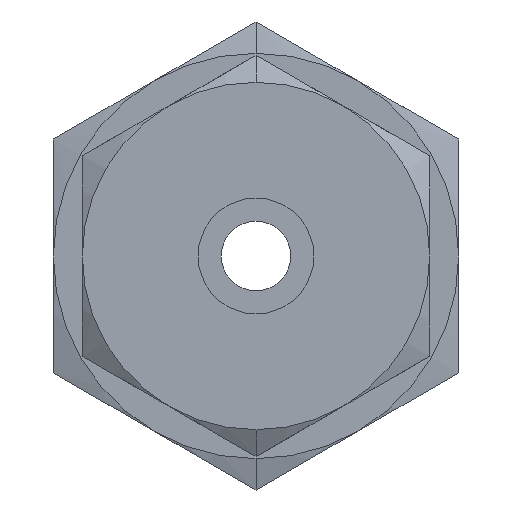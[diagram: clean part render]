
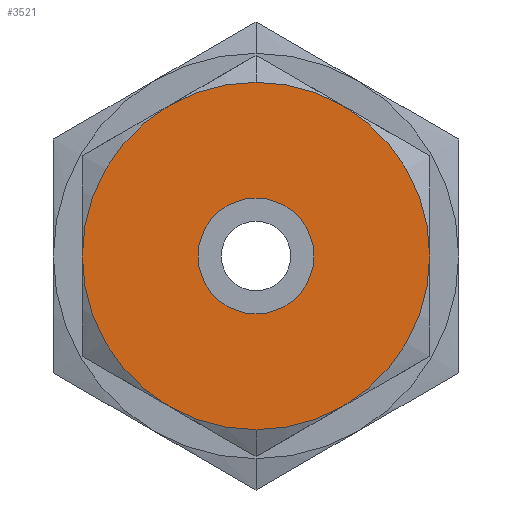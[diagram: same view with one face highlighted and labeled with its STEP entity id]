
A CAD part, left-side view. The second image highlights one B-rep face of the part: STEP entity #3521.
In plain terms, the highlighted planar face has unit normal (-1, 0, 0).
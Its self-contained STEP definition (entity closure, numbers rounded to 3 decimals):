
#256 = EDGE_LOOP ( 'NONE', ( #2219, #518 ) ) ;
#328 = DIRECTION ( 'NONE',  ( -1., 0., 0. ) ) ;
#518 = ORIENTED_EDGE ( 'NONE', *, *, #1207, .T. ) ;
#958 = AXIS2_PLACEMENT_3D ( 'NONE', #3071, #4697, #1886 ) ;
#976 = CARTESIAN_POINT ( 'NONE',  ( 0., 0., 0. ) ) ;
#1072 = CIRCLE ( 'NONE', #4849, 2. ) ;
#1101 = VERTEX_POINT ( 'NONE', #6820 ) ;
#1207 = EDGE_CURVE ( 'NONE', #1101, #5445, #4145, .T. ) ;
#1396 = EDGE_LOOP ( 'NONE', ( #4343, #1439 ) ) ;
#1409 = FACE_OUTER_BOUND ( 'NONE', #1396, .T. ) ;
#1439 = ORIENTED_EDGE ( 'NONE', *, *, #4402, .F. ) ;
#1836 = DIRECTION ( 'NONE',  ( 0., 0., 1. ) ) ;
#1886 = DIRECTION ( 'NONE',  ( 0., 0., 1. ) ) ;
#1958 = CARTESIAN_POINT ( 'NONE',  ( 0., 0., 3. ) ) ;
#2219 = ORIENTED_EDGE ( 'NONE', *, *, #6705, .T. ) ;
#2531 = VERTEX_POINT ( 'NONE', #5060 ) ;
#2890 = VERTEX_POINT ( 'NONE', #6055 ) ;
#3071 = CARTESIAN_POINT ( 'NONE',  ( 0., 0., 0. ) ) ;
#3091 = AXIS2_PLACEMENT_3D ( 'NONE', #6354, #6918, #1836 ) ;
#3142 = PLANE ( 'NONE',  #6882 ) ;
#3337 = CIRCLE ( 'NONE', #3091, 6. ) ;
#3521 = ADVANCED_FACE ( 'NONE', ( #4143, #1409 ), #3142, .T. ) ;
#3676 = EDGE_CURVE ( 'NONE', #2890, #2531, #3337, .T. ) ;
#3683 = DIRECTION ( 'NONE',  ( 1., 0., 0. ) ) ;
#4143 = FACE_BOUND ( 'NONE', #256, .T. ) ;
#4145 = CIRCLE ( 'NONE', #958, 2. ) ;
#4343 = ORIENTED_EDGE ( 'NONE', *, *, #3676, .F. ) ;
#4402 = EDGE_CURVE ( 'NONE', #2531, #2890, #5397, .T. ) ;
#4441 = DIRECTION ( 'NONE',  ( 0., 0., -1. ) ) ;
#4697 = DIRECTION ( 'NONE',  ( 1., 0., 0. ) ) ;
#4849 = AXIS2_PLACEMENT_3D ( 'NONE', #5517, #5659, #4441 ) ;
#5060 = CARTESIAN_POINT ( 'NONE',  ( 0., 0., -6. ) ) ;
#5397 = CIRCLE ( 'NONE', #7294, 6. ) ;
#5445 = VERTEX_POINT ( 'NONE', #7290 ) ;
#5517 = CARTESIAN_POINT ( 'NONE',  ( 0., 0., 0. ) ) ;
#5659 = DIRECTION ( 'NONE',  ( 1., 0., 0. ) ) ;
#5845 = DIRECTION ( 'NONE',  ( 0., 0., 1. ) ) ;
#6011 = DIRECTION ( 'NONE',  ( 0., 0., -1. ) ) ;
#6055 = CARTESIAN_POINT ( 'NONE',  ( 0., 0., 6. ) ) ;
#6354 = CARTESIAN_POINT ( 'NONE',  ( 0., 0., 0. ) ) ;
#6705 = EDGE_CURVE ( 'NONE', #5445, #1101, #1072, .T. ) ;
#6820 = CARTESIAN_POINT ( 'NONE',  ( 0., 0., 2. ) ) ;
#6882 = AXIS2_PLACEMENT_3D ( 'NONE', #1958, #328, #5845 ) ;
#6918 = DIRECTION ( 'NONE',  ( 1., 0., 0. ) ) ;
#7290 = CARTESIAN_POINT ( 'NONE',  ( 0., 0., -2. ) ) ;
#7294 = AXIS2_PLACEMENT_3D ( 'NONE', #976, #3683, #6011 ) ;
